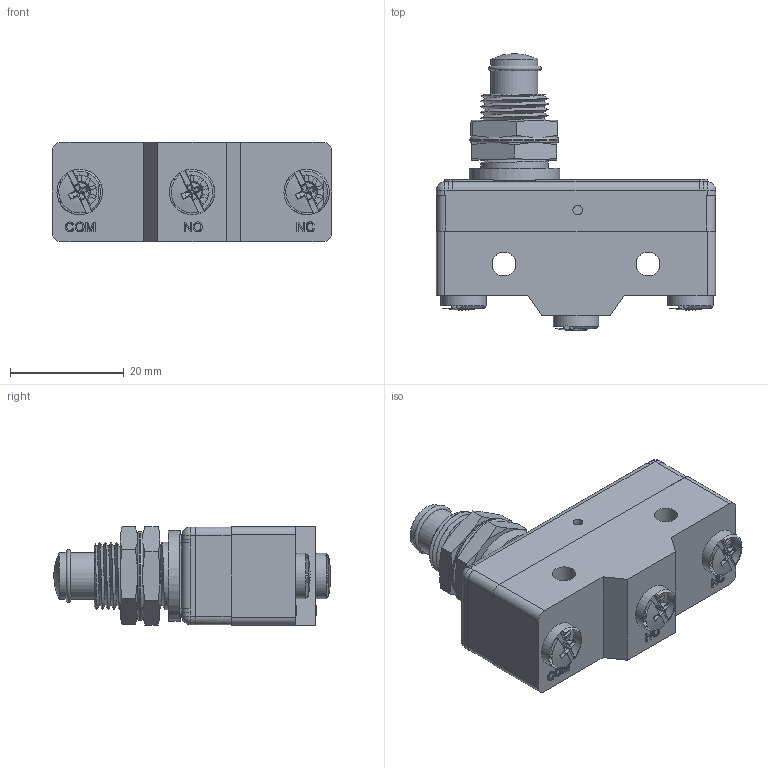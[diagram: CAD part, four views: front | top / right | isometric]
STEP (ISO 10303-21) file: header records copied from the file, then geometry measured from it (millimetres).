
FILE_DESCRIPTION (( 'STEP AP214' ), '1' );
FILE_NAME ('176-MS (Screw Terminal)-Panel Mount Plunger.STEP', '2019-01-18T22:21:48', ( '' ), ( '' ), 'SwSTEP 2.0', 'SolidWorks 2018', '' );
FILE_SCHEMA (( 'AUTOMOTIVE_DESIGN' ));
Length unit declared in the file: inch
Products named in the file (1): 176-MS (Screw Terminal)-Panel Mount Plunger
Bounding box: 49.2 x 48.79 x 17.45 mm (x, y, z)
Volume: 19092.5 mm3; surface area: 9384 mm2
Topology: 7 solids, 10 shells, 554 faces, 1431 edges, 851 vertices
Faces by surface type: plane 273, bspline 153, cylinder 106, cone 10, torus 7, sphere 5
Full cylindrical faces by diameter (mm): 1.7 x2, 3.8 x3, 4.2 x2, 6 x3, 7.5 x1, 8 x3, 8.3 x2, 8.4 x1, 11.154 x2, 11.9 x11, 16 x1
Entity records: 25959 total; most frequent: CARTESIAN_POINT 13214, ORIENTED_EDGE 2570, DIRECTION 1917, EDGE_CURVE 1285, VERTEX_POINT 814, VECTOR 643, LINE 643, AXIS2_PLACEMENT_3D 637
